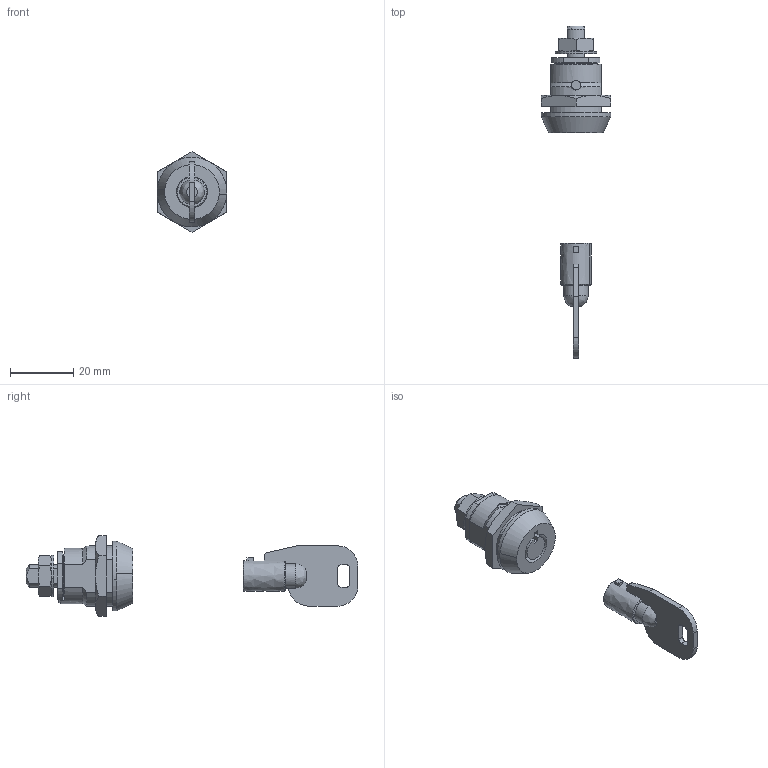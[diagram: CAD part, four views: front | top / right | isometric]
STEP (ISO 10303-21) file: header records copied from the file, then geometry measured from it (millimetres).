
FILE_DESCRIPTION((''),'2;1');
FILE_NAME('','2005-07-15T17:38:56',(''),(''),'','CADfix','');
FILE_SCHEMA(('AUTOMOTIVE_DESIGN'));
Length unit declared in the file: millimetre
Products named in the file (5): nut_B; nut_A; lock; key; TL_96N_1_K1161_21807_36
Assembly tree (4 placements, depth 2):
  TL_96N_1_K1161_21807_36
    nut_B
    nut_A
    lock
    key
Bounding box: 22 x 104.69 x 25.4 mm (x, y, z)
Volume: 8342.2 mm3; surface area: 5937.7 mm2
Topology: 4 solids, 4 shells, 144 faces, 396 edges, 271 vertices
Faces by surface type: bspline 144
Entity records: 5280 total; most frequent: CARTESIAN_POINT 2924, ORIENTED_EDGE 792, EDGE_CURVE 396, VERTEX_POINT 271, QUASI_UNIFORM_CURVE 171, EDGE_LOOP 161, FACE_OUTER_BOUND 144, ADVANCED_FACE 144
